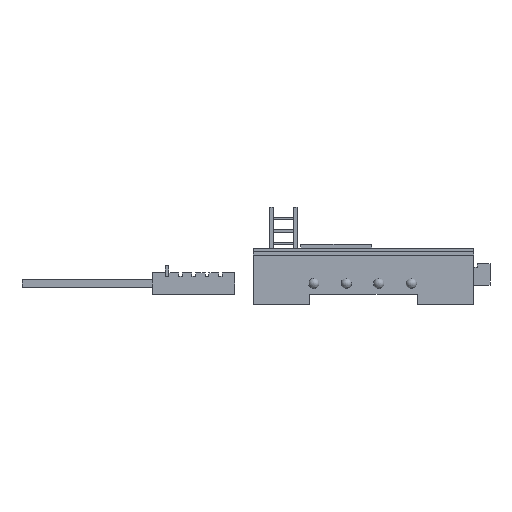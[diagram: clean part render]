
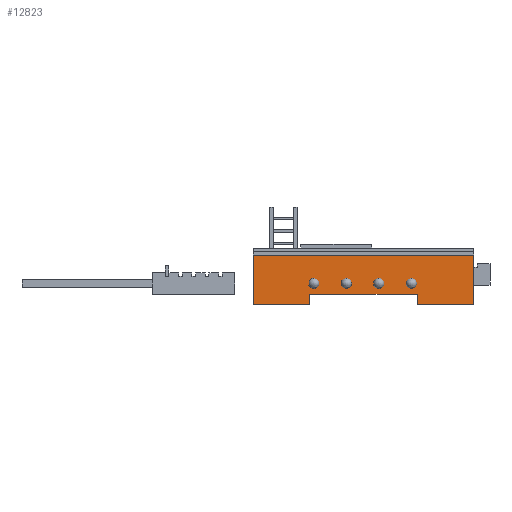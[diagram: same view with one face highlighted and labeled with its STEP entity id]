
A CAD part, left-side view. The second image highlights one B-rep face of the part: STEP entity #12823.
In plain terms, the highlighted planar face has unit normal (-1, 0, 0).
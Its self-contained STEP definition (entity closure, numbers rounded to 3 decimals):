
#776=FACE_OUTER_BOUND('',#1539,.T.);
#1539=EDGE_LOOP('',(#10421,#10422,#10423,#10424,#10425,#10426,#10427,#10428));
#2640=LINE('',#18755,#4341);
#2702=LINE('',#18881,#4403);
#2908=LINE('',#19296,#4609);
#2910=LINE('',#19300,#4611);
#2919=LINE('',#19314,#4620);
#2923=LINE('',#19319,#4624);
#2924=LINE('',#19320,#4625);
#2925=LINE('',#19321,#4626);
#4341=VECTOR('',#15361,10.);
#4403=VECTOR('',#15439,10.);
#4609=VECTOR('',#15799,10.);
#4611=VECTOR('',#15803,10.);
#4620=VECTOR('',#15816,10.);
#4624=VECTOR('',#15822,10.);
#4625=VECTOR('',#15823,10.);
#4626=VECTOR('',#15824,10.);
#5812=VERTEX_POINT('',#18748);
#5815=VERTEX_POINT('',#18753);
#5870=VERTEX_POINT('',#18877);
#5871=VERTEX_POINT('',#18879);
#6002=VERTEX_POINT('',#19293);
#6003=VERTEX_POINT('',#19295);
#6004=VERTEX_POINT('',#19299);
#6007=VERTEX_POINT('',#19313);
#7294=EDGE_CURVE('',#5815,#5812,#2640,.T.);
#7356=EDGE_CURVE('',#5870,#5871,#2702,.T.);
#7562=EDGE_CURVE('',#6002,#6003,#2908,.T.);
#7564=EDGE_CURVE('',#5815,#6004,#2910,.T.);
#7573=EDGE_CURVE('',#6007,#5812,#2919,.T.);
#7577=EDGE_CURVE('',#6003,#6004,#2923,.T.);
#7578=EDGE_CURVE('',#5870,#6002,#2924,.T.);
#7579=EDGE_CURVE('',#6007,#5871,#2925,.T.);
#10421=ORIENTED_EDGE('',*,*,#7573,.T.);
#10422=ORIENTED_EDGE('',*,*,#7294,.F.);
#10423=ORIENTED_EDGE('',*,*,#7564,.T.);
#10424=ORIENTED_EDGE('',*,*,#7577,.F.);
#10425=ORIENTED_EDGE('',*,*,#7562,.F.);
#10426=ORIENTED_EDGE('',*,*,#7578,.F.);
#10427=ORIENTED_EDGE('',*,*,#7356,.T.);
#10428=ORIENTED_EDGE('',*,*,#7579,.F.);
#12205=PLANE('',#13571);
#12823=ADVANCED_FACE('',(#776),#12205,.T.);
#13571=AXIS2_PLACEMENT_3D('',#19318,#15820,#15821);
#15361=DIRECTION('',(0.,-1.,0.));
#15439=DIRECTION('',(0.,0.,-1.));
#15799=DIRECTION('',(0.,0.,-1.));
#15803=DIRECTION('',(0.,0.,-1.));
#15816=DIRECTION('',(0.,0.,1.));
#15820=DIRECTION('center_axis',(-1.,0.,0.));
#15821=DIRECTION('ref_axis',(0.,-1.,0.));
#15822=DIRECTION('',(0.,1.,0.));
#15823=DIRECTION('',(0.,1.,0.));
#15824=DIRECTION('',(0.,1.,0.));
#18748=CARTESIAN_POINT('',(281.455,-190.557,24.));
#18753=CARTESIAN_POINT('',(281.455,-4.307,24.));
#18755=CARTESIAN_POINT('',(281.455,-4.307,24.));
#18877=CARTESIAN_POINT('',(281.455,-143.057,-9.));
#18879=CARTESIAN_POINT('',(281.455,-143.057,-18.));
#18881=CARTESIAN_POINT('',(281.455,-143.057,-9.));
#19293=CARTESIAN_POINT('',(281.455,-51.807,-9.));
#19295=CARTESIAN_POINT('',(281.455,-51.807,-18.));
#19296=CARTESIAN_POINT('',(281.455,-51.807,-9.));
#19299=CARTESIAN_POINT('',(281.455,-4.307,-18.));
#19300=CARTESIAN_POINT('',(281.455,-4.307,-9.));
#19313=CARTESIAN_POINT('',(281.455,-190.557,-18.));
#19314=CARTESIAN_POINT('',(281.455,-190.557,3.));
#19318=CARTESIAN_POINT('Origin',(281.455,-4.307,-9.));
#19319=CARTESIAN_POINT('',(281.455,-190.557,-18.));
#19320=CARTESIAN_POINT('',(281.455,-190.557,-9.));
#19321=CARTESIAN_POINT('',(281.455,-190.557,-18.));
